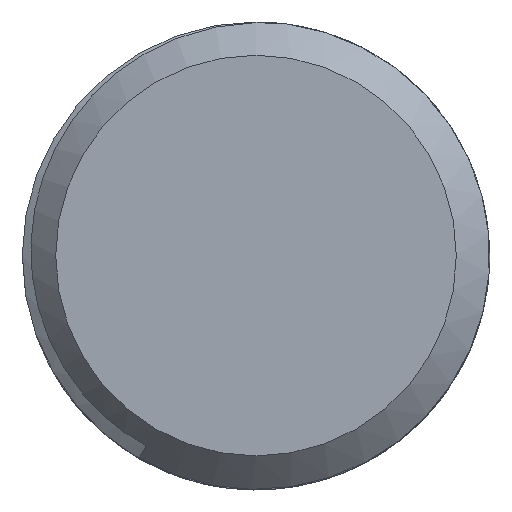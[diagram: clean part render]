
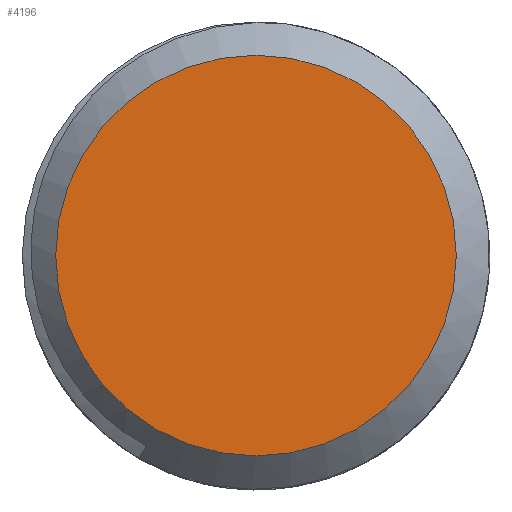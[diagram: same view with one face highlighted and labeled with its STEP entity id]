
A CAD part, top view. The second image highlights one B-rep face of the part: STEP entity #4196.
In plain terms, the highlighted planar face has unit normal (0, 0, 1).
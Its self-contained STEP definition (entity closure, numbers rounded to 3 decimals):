
#4104 = VERTEX_POINT('',#4105);
#4105 = CARTESIAN_POINT('',(0.,3.,6.5));
#4111 = EDGE_CURVE('',#4104,#4104,#4112,.T.);
#4112 = CIRCLE('',#4113,3.);
#4113 = AXIS2_PLACEMENT_3D('',#4114,#4115,#4116);
#4114 = CARTESIAN_POINT('',(0.,0.,6.5));
#4115 = DIRECTION('',(0.,-0.,1.));
#4116 = DIRECTION('',(0.,1.,0.));
#4196 = ADVANCED_FACE('',(#4197),#4200,.T.);
#4197 = FACE_BOUND('',#4198,.T.);
#4198 = EDGE_LOOP('',(#4199));
#4199 = ORIENTED_EDGE('',*,*,#4111,.T.);
#4200 = PLANE('',#4201);
#4201 = AXIS2_PLACEMENT_3D('',#4202,#4203,#4204);
#4202 = CARTESIAN_POINT('',(0.,0.,6.5));
#4203 = DIRECTION('',(0.,0.,1.));
#4204 = DIRECTION('',(1.,0.,0.));
